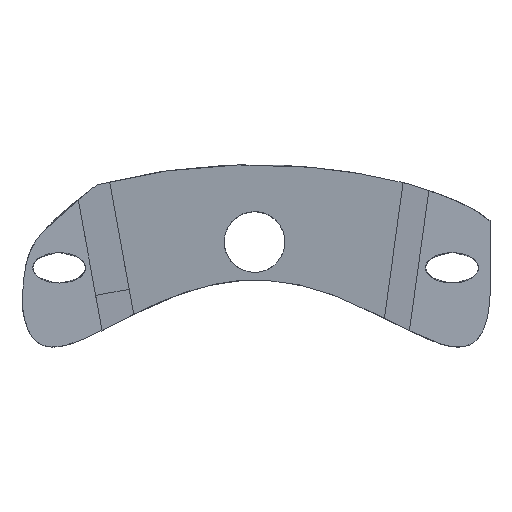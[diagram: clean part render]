
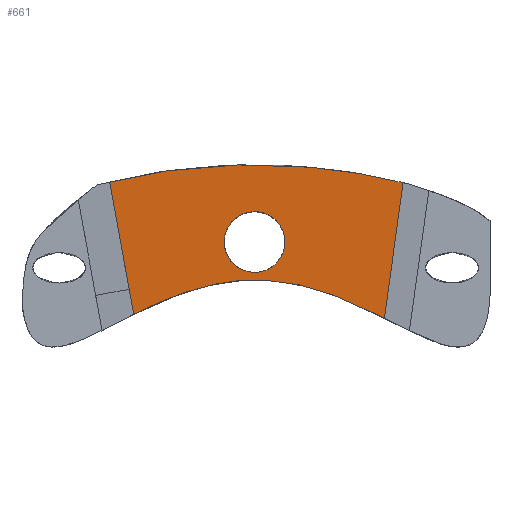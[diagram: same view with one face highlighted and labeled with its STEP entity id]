
A CAD part, top view. The second image highlights one B-rep face of the part: STEP entity #661.
In plain terms, the highlighted planar face has unit normal (0, -0.07, 0.998).
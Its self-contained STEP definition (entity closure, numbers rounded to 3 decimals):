
#19=FACE_BOUND('',#109,.T.);
#30=ELLIPSE('',#709,83.467,83.264);
#31=ELLIPSE('',#710,4.01,4.);
#73=FACE_OUTER_BOUND('',#108,.T.);
#108=EDGE_LOOP('',(#482,#483,#484,#485,#486,#487));
#109=EDGE_LOOP('',(#488));
#151=LINE('',#854,#192);
#153=LINE('',#862,#194);
#156=LINE('',#996,#197);
#161=LINE('',#1025,#202);
#192=VECTOR('',#739,10.);
#194=VECTOR('',#743,10.);
#197=VECTOR('',#748,10.);
#202=VECTOR('',#757,10.);
#244=B_SPLINE_CURVE_WITH_KNOTS('',3,(#1031,#1032,#1033,#1034,#1035,#1036,
#1037,#1038),.UNSPECIFIED.,.F.,.F.,(4,2,2,4),(0.35,1.478,
2.165,3.176),.UNSPECIFIED.);
#275=VERTEX_POINT('',#844);
#277=VERTEX_POINT('',#853);
#278=VERTEX_POINT('',#857);
#290=VERTEX_POINT('',#994);
#291=VERTEX_POINT('',#995);
#296=VERTEX_POINT('',#1024);
#297=VERTEX_POINT('',#1040);
#343=EDGE_CURVE('',#275,#277,#151,.T.);
#346=EDGE_CURVE('',#277,#278,#153,.T.);
#361=EDGE_CURVE('',#290,#291,#156,.T.);
#368=EDGE_CURVE('',#296,#290,#161,.T.);
#370=EDGE_CURVE('',#296,#278,#244,.T.);
#371=EDGE_CURVE('',#275,#291,#30,.T.);
#372=EDGE_CURVE('',#297,#297,#31,.T.);
#482=ORIENTED_EDGE('',*,*,#346,.T.);
#483=ORIENTED_EDGE('',*,*,#370,.F.);
#484=ORIENTED_EDGE('',*,*,#368,.T.);
#485=ORIENTED_EDGE('',*,*,#361,.T.);
#486=ORIENTED_EDGE('',*,*,#371,.F.);
#487=ORIENTED_EDGE('',*,*,#343,.T.);
#488=ORIENTED_EDGE('',*,*,#372,.F.);
#645=PLANE('',#708);
#661=ADVANCED_FACE('',(#73,#19),#645,.T.);
#708=AXIS2_PLACEMENT_3D('',#1030,#758,#759);
#709=AXIS2_PLACEMENT_3D('',#1039,#760,#761);
#710=AXIS2_PLACEMENT_3D('',#1041,#762,#763);
#739=DIRECTION('',(0.984,0.179,0.013));
#743=DIRECTION('',(0.179,-0.982,-0.069));
#748=DIRECTION('',(0.99,-0.137,-0.01));
#757=DIRECTION('',(0.137,0.988,0.069));
#758=DIRECTION('center_axis',(0.,-0.07,
0.998));
#759=DIRECTION('ref_axis',(1.,0.,0.));
#760=DIRECTION('center_axis',(0.,0.07,-0.998));
#761=DIRECTION('ref_axis',(0.001,0.998,0.07));
#762=DIRECTION('center_axis',(0.,-0.07,
0.998));
#763=DIRECTION('ref_axis',(-0.001,-0.998,-0.07));
#844=CARTESIAN_POINT('',(-18.753,7.564,-3.305));
#853=CARTESIAN_POINT('',(-17.096,7.866,-3.284));
#854=CARTESIAN_POINT('',(-10.912,8.992,-3.205));
#857=CARTESIAN_POINT('',(-13.926,-9.544,-4.501));
#862=CARTESIAN_POINT('',(-15.186,-2.626,-4.018));
#994=CARTESIAN_POINT('',(21.586,7.784,-3.288));
#995=CARTESIAN_POINT('',(22.243,7.693,-3.295));
#996=CARTESIAN_POINT('',(14.208,8.807,-3.217));
#1024=CARTESIAN_POINT('',(19.118,-10.02,-4.533));
#1025=CARTESIAN_POINT('',(20.165,-2.466,-4.005));
#1030=CARTESIAN_POINT('Origin',(1.835,-0.75,-3.886));
#1031=CARTESIAN_POINT('Ctrl Pts',(19.118,-10.02,-4.533));
#1032=CARTESIAN_POINT('Ctrl Pts',(15.404,-8.148,-4.403));
#1033=CARTESIAN_POINT('Ctrl Pts',(11.138,-6.143,-4.263));
#1034=CARTESIAN_POINT('Ctrl Pts',(3.416,-4.869,-4.174));
#1035=CARTESIAN_POINT('Ctrl Pts',(0.565,-4.883,-4.175));
#1036=CARTESIAN_POINT('Ctrl Pts',(-6.653,-6.134,-4.263));
#1037=CARTESIAN_POINT('Ctrl Pts',(-10.513,-7.847,-4.383));
#1038=CARTESIAN_POINT('Ctrl Pts',(-13.926,-9.544,-4.501));
#1039=CARTESIAN_POINT('Origin',(2.,-73.072,-8.943));
#1040=CARTESIAN_POINT('',(-2.,0.,-3.834));
#1041=CARTESIAN_POINT('Origin',(2.,0.,
-3.833));
